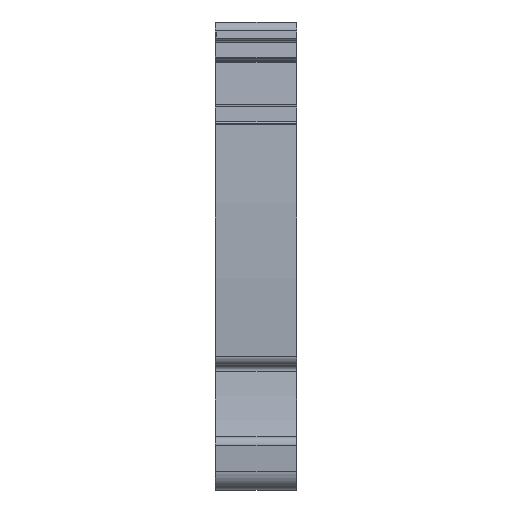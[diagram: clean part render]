
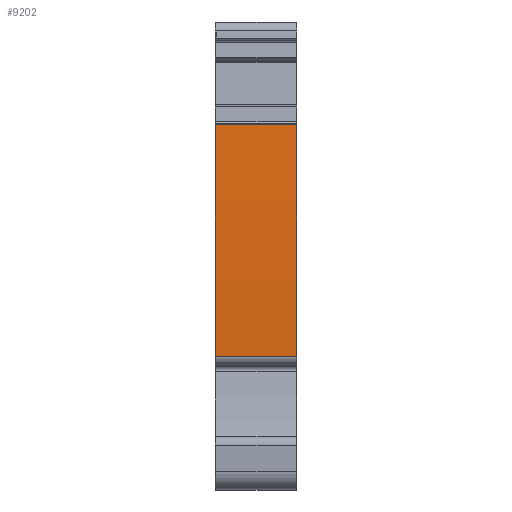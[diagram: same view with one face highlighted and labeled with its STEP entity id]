
A CAD part, front view. The second image highlights one B-rep face of the part: STEP entity #9202.
In plain terms, the highlighted cylindrical face has radius 180 mm (diameter 360 mm), a partial arc.
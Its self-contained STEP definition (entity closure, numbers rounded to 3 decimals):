
#7960=AXIS2_PLACEMENT_3D('Cylinder Axis2P3D',#7957,#7958,#7959) ;
#9188=AXIS2_PLACEMENT_3D('Circle Axis2P3D',#9186,#9187,$) ;
#9193=AXIS2_PLACEMENT_3D('Circle Axis2P3D',#9191,#9192,$) ;
#7957=CARTESIAN_POINT('Axis2P3D Location',(4.05,181.13,25.25)) ;
#9151=CARTESIAN_POINT('Line Origine',(4.05,1.482,36.509)) ;
#9155=CARTESIAN_POINT('Vertex',(0.,1.482,36.509)) ;
#9157=CARTESIAN_POINT('Vertex',(8.1,1.482,36.509)) ;
#9177=CARTESIAN_POINT('Line Origine',(4.05,1.521,13.384)) ;
#9181=CARTESIAN_POINT('Vertex',(0.,1.521,13.384)) ;
#9183=CARTESIAN_POINT('Vertex',(8.1,1.521,13.384)) ;
#9186=CARTESIAN_POINT('Axis2P3D Location',(8.1,181.13,25.25)) ;
#9191=CARTESIAN_POINT('Axis2P3D Location',(0.,181.13,25.25)) ;
#7958=DIRECTION('Axis2P3D Direction',(1.,0.,0.)) ;
#7959=DIRECTION('Axis2P3D XDirection',(0.,-0.993,0.115)) ;
#9152=DIRECTION('Vector Direction',(1.,0.,0.)) ;
#9178=DIRECTION('Vector Direction',(1.,0.,0.)) ;
#9187=DIRECTION('Axis2P3D Direction',(1.,0.,0.)) ;
#9192=DIRECTION('Axis2P3D Direction',(1.,0.,0.)) ;
#9153=VECTOR('Line Direction',#9152,1.) ;
#9179=VECTOR('Line Direction',#9178,1.) ;
#9197=ORIENTED_EDGE('',*,*,#9185,.T.) ;
#9198=ORIENTED_EDGE('',*,*,#9190,.F.) ;
#9199=ORIENTED_EDGE('',*,*,#9159,.F.) ;
#9200=ORIENTED_EDGE('',*,*,#9195,.F.) ;
#9202=ADVANCED_FACE('AAP11 6/6X1.5 LO-LI RD',(#9201),#7961,.T.) ;
#9189=CIRCLE('generated circle',#9188,180.) ;
#9194=CIRCLE('generated circle',#9193,180.) ;
#7961=CYLINDRICAL_SURFACE('generated cylinder',#7960,180.) ;
#9159=EDGE_CURVE('',#9156,#9158,#9154,.T.) ;
#9185=EDGE_CURVE('',#9182,#9184,#9180,.T.) ;
#9190=EDGE_CURVE('',#9158,#9184,#9189,.T.) ;
#9195=EDGE_CURVE('',#9182,#9156,#9194,.F.) ;
#9196=EDGE_LOOP('',(#9197,#9198,#9199,#9200)) ;
#9201=FACE_OUTER_BOUND('',#9196,.T.) ;
#9154=LINE('Line',#9151,#9153) ;
#9180=LINE('Line',#9177,#9179) ;
#9156=VERTEX_POINT('',#9155) ;
#9158=VERTEX_POINT('',#9157) ;
#9182=VERTEX_POINT('',#9181) ;
#9184=VERTEX_POINT('',#9183) ;
